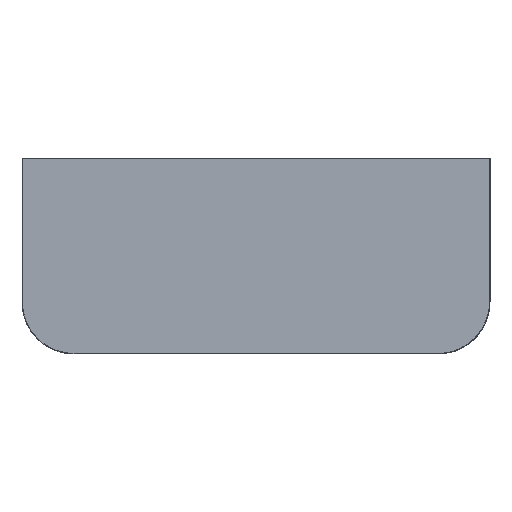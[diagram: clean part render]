
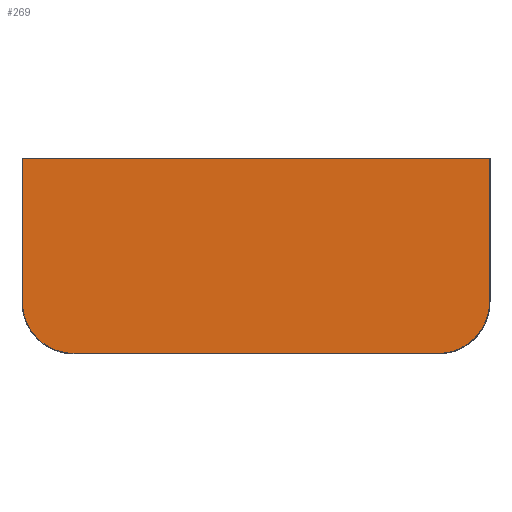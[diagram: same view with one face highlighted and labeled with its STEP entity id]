
A CAD part, top view. The second image highlights one B-rep face of the part: STEP entity #269.
In plain terms, the highlighted face is planar.
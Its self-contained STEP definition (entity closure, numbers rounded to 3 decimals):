
#269=ADVANCED_FACE('',(#632),#6310,.T.);
#632=FACE_OUTER_BOUND('',#995,.T.);
#995=EDGE_LOOP('',(#1386,#1387,#1388,#1389,#1390,#1391));
#1386=ORIENTED_EDGE('',*,*,#3422,.F.);
#1387=ORIENTED_EDGE('',*,*,#3404,.F.);
#1388=ORIENTED_EDGE('',*,*,#3405,.F.);
#1389=ORIENTED_EDGE('',*,*,#3406,.F.);
#1390=ORIENTED_EDGE('',*,*,#3426,.F.);
#1391=ORIENTED_EDGE('',*,*,#3403,.F.);
#3403=EDGE_CURVE('',#5428,#5429,#4868,.T.);
#3404=EDGE_CURVE('',#5431,#5430,#4869,.T.);
#3405=EDGE_CURVE('',#5432,#5431,#4870,.T.);
#3406=EDGE_CURVE('',#5433,#5432,#4871,.T.);
#3422=EDGE_CURVE('',#5430,#5428,#4398,.T.);
#3426=EDGE_CURVE('',#5429,#5433,#4402,.T.);
#4398=(
BOUNDED_CURVE()
B_SPLINE_CURVE(2,(#8030,#8031,#8032),.UNSPECIFIED.,.F.,.F.)
B_SPLINE_CURVE_WITH_KNOTS((3,3),(0.,207.345),.UNSPECIFIED.)
CURVE()
GEOMETRIC_REPRESENTATION_ITEM()
RATIONAL_B_SPLINE_CURVE((1.,0.707,1.))
REPRESENTATION_ITEM('')
);
#4402=(
BOUNDED_CURVE()
B_SPLINE_CURVE(2,(#8042,#8043,#8044),.UNSPECIFIED.,.F.,.F.)
B_SPLINE_CURVE_WITH_KNOTS((3,3),(0.,207.345),.UNSPECIFIED.)
CURVE()
GEOMETRIC_REPRESENTATION_ITEM()
RATIONAL_B_SPLINE_CURVE((1.,0.707,1.))
REPRESENTATION_ITEM('')
);
#4868=B_SPLINE_CURVE_WITH_KNOTS('',1,(#7987,#7988),.UNSPECIFIED.,.F.,.F.,
(2,2),(-929.,0.),.UNSPECIFIED.);
#4869=B_SPLINE_CURVE_WITH_KNOTS('',1,(#7989,#7990),.UNSPECIFIED.,.F.,.F.,
(2,2),(-366.,0.),.UNSPECIFIED.);
#4870=B_SPLINE_CURVE_WITH_KNOTS('',1,(#7991,#7992),.UNSPECIFIED.,.F.,.F.,
(2,2),(-1193.,0.),.UNSPECIFIED.);
#4871=B_SPLINE_CURVE_WITH_KNOTS('',1,(#7993,#7994),.UNSPECIFIED.,.F.,.F.,
(2,2),(-366.,0.),.UNSPECIFIED.);
#5428=VERTEX_POINT('',#7917);
#5429=VERTEX_POINT('',#7918);
#5430=VERTEX_POINT('',#7919);
#5431=VERTEX_POINT('',#7920);
#5432=VERTEX_POINT('',#7921);
#5433=VERTEX_POINT('',#7922);
#6310=PLANE('',#6667);
#6667=AXIS2_PLACEMENT_3D('',#7460,#7055,$);
#7055=DIRECTION('',(0.,1.,0.));
#7460=CARTESIAN_POINT('',(-715.8,90.,298.8));
#7917=CARTESIAN_POINT('',(464.5,90.,249.));
#7918=CARTESIAN_POINT('',(-464.5,90.,249.));
#7919=CARTESIAN_POINT('',(596.5,90.,117.));
#7920=CARTESIAN_POINT('',(596.5,90.,-249.));
#7921=CARTESIAN_POINT('',(-596.5,90.,-249.));
#7922=CARTESIAN_POINT('',(-596.5,90.,117.));
#7987=CARTESIAN_POINT('',(464.5,90.,249.));
#7988=CARTESIAN_POINT('',(-464.5,90.,249.));
#7989=CARTESIAN_POINT('',(596.5,90.,-249.));
#7990=CARTESIAN_POINT('',(596.5,90.,117.));
#7991=CARTESIAN_POINT('',(-596.5,90.,-249.));
#7992=CARTESIAN_POINT('',(596.5,90.,-249.));
#7993=CARTESIAN_POINT('',(-596.5,90.,117.));
#7994=CARTESIAN_POINT('',(-596.5,90.,-249.));
#8030=CARTESIAN_POINT('',(596.5,90.,117.));
#8031=CARTESIAN_POINT('',(596.5,90.,249.));
#8032=CARTESIAN_POINT('',(464.5,90.,249.));
#8042=CARTESIAN_POINT('',(-464.5,90.,249.));
#8043=CARTESIAN_POINT('',(-596.5,90.,249.));
#8044=CARTESIAN_POINT('',(-596.5,90.,117.));
